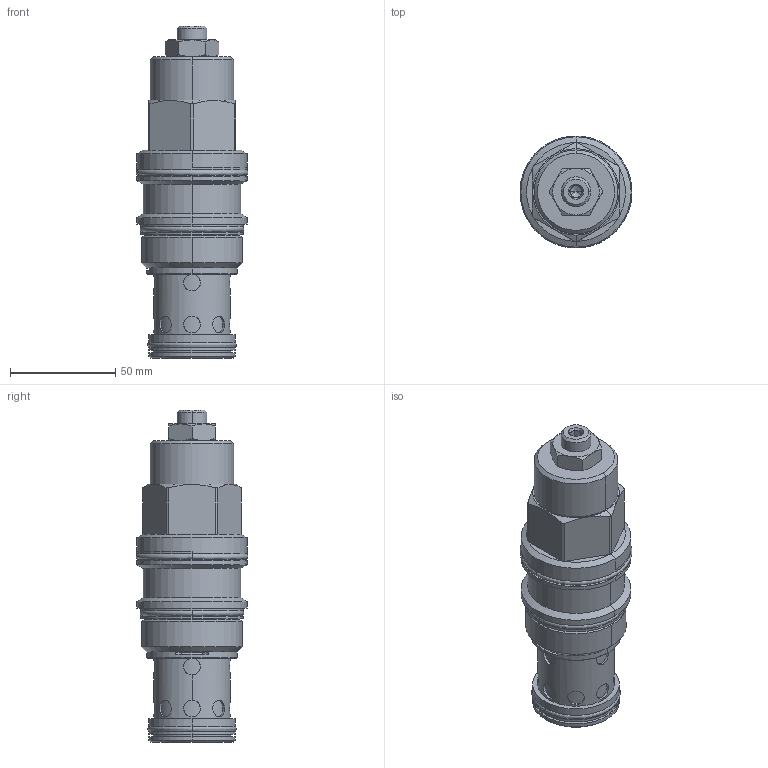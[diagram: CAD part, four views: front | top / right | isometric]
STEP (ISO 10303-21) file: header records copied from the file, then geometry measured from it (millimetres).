
FILE_DESCRIPTION((''),'2;1');
FILE_NAME('LOJCLDN_SW','2023-10-25T09:57:04',('SigMax'),(''),'CREO PARAMETRIC BY PTC INC, 2021072','CREO PARAMETRIC BY PTC INC, 2021072','');
FILE_SCHEMA(('AUTOMOTIVE_DESIGN { 1 0 10303 214 1 1 1 1 }'));
Length unit declared in the file: inch
Products named in the file (1): LOJCLDN_SW
Bounding box: 53.06 x 53.06 x 157.38 mm (x, y, z)
Volume: 214949 mm3; surface area: 38556.5 mm2
Topology: 3 solids, 5 shells, 239 faces, 545 edges, 334 vertices
Faces by surface type: cylinder 109, plane 48, cone 46, torus 26, revolution 10
Entity records: 10755 total; most frequent: CARTESIAN_POINT 3611, DIRECTION 1119, ORIENTED_EDGE 1086, EDGE_CURVE 543, AXIS2_PLACEMENT_3D 465, VERTEX_POINT 334, EDGE_LOOP 269, PRESENTATION_STYLE_ASSIGNMENT 249
